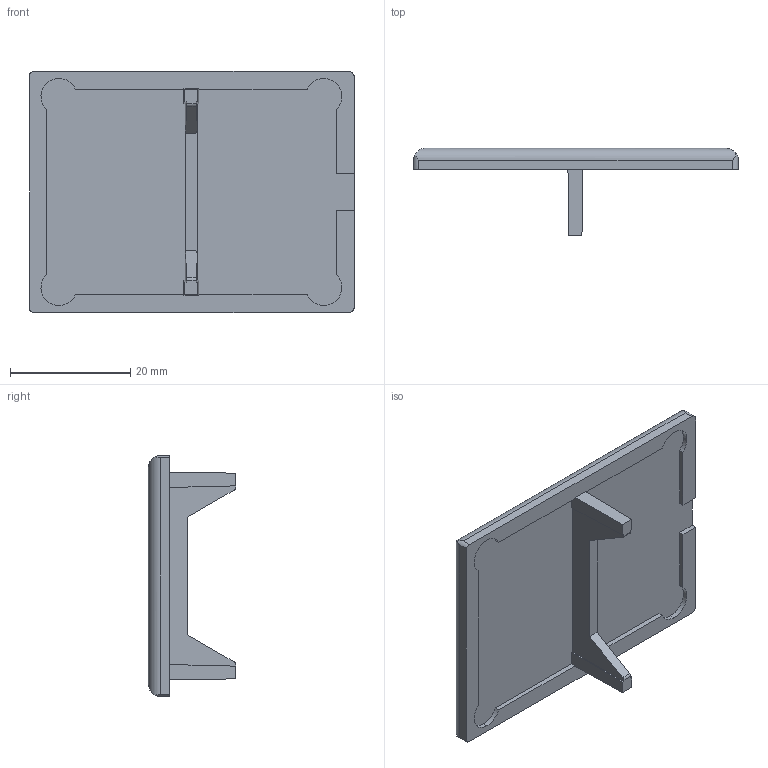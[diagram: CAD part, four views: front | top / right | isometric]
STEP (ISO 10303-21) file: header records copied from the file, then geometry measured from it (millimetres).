
FILE_DESCRIPTION (( 'STEP AP203' ), '1' );
FILE_NAME ('282523508_c_1.STEP', '2022-12-05T03:20:32', ( '' ), ( '' ), 'SwSTEP 2.0', 'SolidWorks 2014', '' );
FILE_SCHEMA (( 'CONFIG_CONTROL_DESIGN' ));
Length unit declared in the file: millimetre
Products named in the file (1): 282523508_c_1
Bounding box: 54 x 14.5 x 40.1 mm (x, y, z)
Volume: 6482.1 mm3; surface area: 5447.6 mm2
Topology: 1 solids, 1 shells, 50 faces, 144 edges, 96 vertices
Faces by surface type: plane 34, cylinder 16
Entity records: 1731 total; most frequent: CARTESIAN_POINT 361, ORIENTED_EDGE 288, DIRECTION 246, EDGE_CURVE 144, VECTOR 112, LINE 112, VERTEX_POINT 96, AXIS2_PLACEMENT_3D 67
